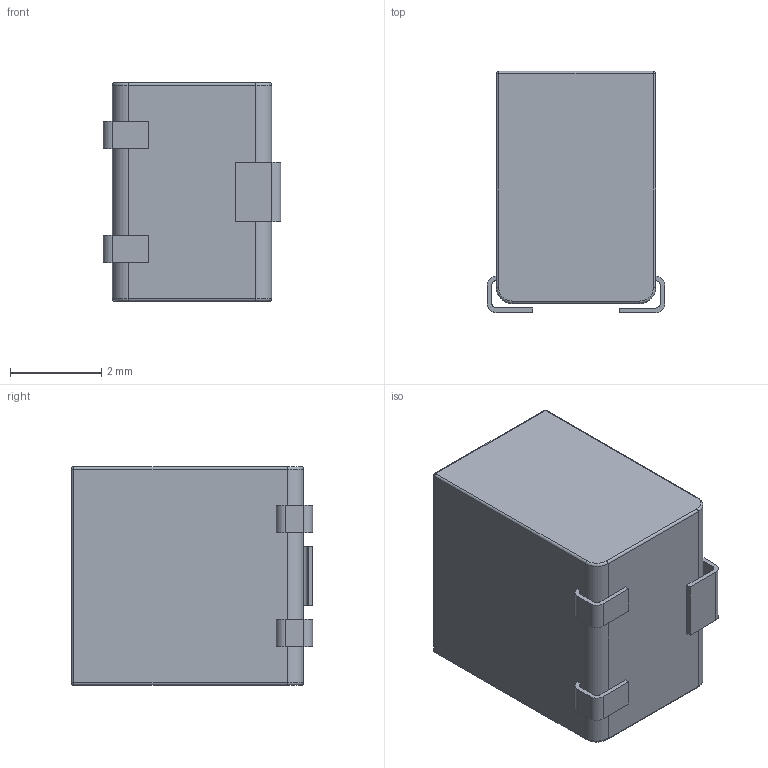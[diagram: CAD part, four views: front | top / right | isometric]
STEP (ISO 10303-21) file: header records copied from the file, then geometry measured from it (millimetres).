
FILE_DESCRIPTION (( 'STEP AP214' ), '1' );
FILE_NAME ('PVG5A103C03B00.STEP', '2020-04-03T19:53:55', ( '' ), ( '' ), 'SwSTEP 2.0', 'SolidWorks 2017', '' );
FILE_SCHEMA (( 'AUTOMOTIVE_DESIGN' ));
Length unit declared in the file: millimetre
Products named in the file (1): PVG5A103C03B00
Bounding box: 3.9 x 5.3 x 4.8 mm (x, y, z)
Volume: 85 mm3; surface area: 136.4 mm2
Topology: 5 solids, 5 shells, 76 faces, 178 edges, 109 vertices
Faces by surface type: plane 37, cylinder 28, torus 7, sphere 4
Entity records: 2220 total; most frequent: DIRECTION 392, CARTESIAN_POINT 380, ORIENTED_EDGE 348, EDGE_CURVE 174, AXIS2_PLACEMENT_3D 145, VERTEX_POINT 109, VECTOR 102, LINE 102
